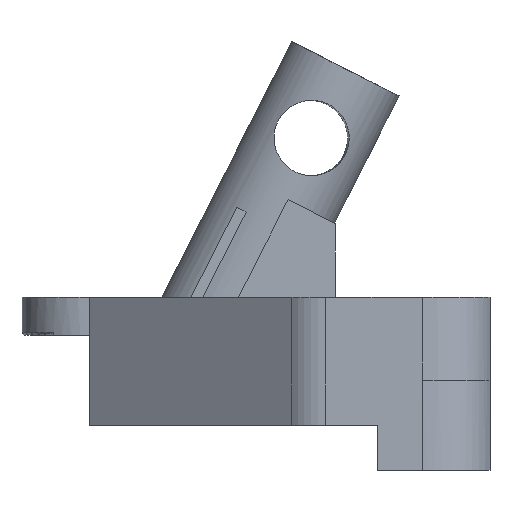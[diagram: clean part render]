
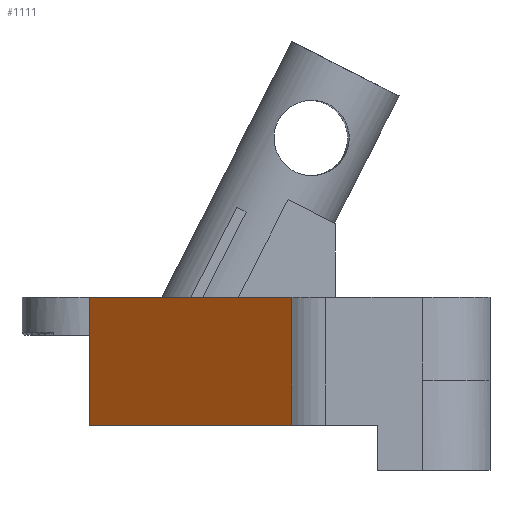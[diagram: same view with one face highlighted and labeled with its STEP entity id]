
A CAD part, front view. The second image highlights one B-rep face of the part: STEP entity #1111.
In plain terms, the highlighted planar face has unit normal (-0.601, -0.799, 0).
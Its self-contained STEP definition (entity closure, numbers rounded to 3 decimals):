
#21 = EDGE_CURVE ( 'NONE', #698, #1054, #55, .T. ) ;
#55 = LINE ( 'NONE', #556, #859 ) ;
#85 = EDGE_CURVE ( 'NONE', #924, #164, #1064, .T. ) ;
#116 = VECTOR ( 'NONE', #1558, 1000. ) ;
#141 = FACE_OUTER_BOUND ( 'NONE', #828, .T. ) ;
#164 = VERTEX_POINT ( 'NONE', #1013 ) ;
#195 = LINE ( 'NONE', #1521, #116 ) ;
#402 = VECTOR ( 'NONE', #1119, 1000. ) ;
#475 = ORIENTED_EDGE ( 'NONE', *, *, #21, .T. ) ;
#527 = DIRECTION ( 'NONE',  ( 0., 0., 1. ) ) ;
#556 = CARTESIAN_POINT ( 'NONE',  ( -36.948, 1.484, 2.5 ) ) ;
#572 = EDGE_CURVE ( 'NONE', #924, #698, #829, .T. ) ;
#617 = AXIS2_PLACEMENT_3D ( 'NONE', #839, #1819, #1128 ) ;
#635 = VERTEX_POINT ( 'NONE', #662 ) ;
#662 = CARTESIAN_POINT ( 'NONE',  ( -50.402, 11.599, 2.5 ) ) ;
#687 = LINE ( 'NONE', #1338, #1376 ) ;
#698 = VERTEX_POINT ( 'NONE', #1534 ) ;
#699 = ORIENTED_EDGE ( 'NONE', *, *, #836, .T. ) ;
#828 = EDGE_LOOP ( 'NONE', ( #699, #1398, #1010, #1863, #475 ) ) ;
#829 = LINE ( 'NONE', #1469, #402 ) ;
#833 = EDGE_CURVE ( 'NONE', #164, #635, #687, .T. ) ;
#836 = EDGE_CURVE ( 'NONE', #1054, #635, #195, .T. ) ;
#839 = CARTESIAN_POINT ( 'NONE',  ( -36.948, 1.484, -5. ) ) ;
#859 = VECTOR ( 'NONE', #1877, 1000. ) ;
#924 = VERTEX_POINT ( 'NONE', #1197 ) ;
#988 = PLANE ( 'NONE',  #617 ) ;
#1010 = ORIENTED_EDGE ( 'NONE', *, *, #85, .F. ) ;
#1013 = CARTESIAN_POINT ( 'NONE',  ( -50.402, 11.599, -6. ) ) ;
#1026 = VECTOR ( 'NONE', #1569, 1000. ) ;
#1054 = VERTEX_POINT ( 'NONE', #1258 ) ;
#1064 = LINE ( 'NONE', #1532, #1026 ) ;
#1111 = ADVANCED_FACE ( 'NONE', ( #141 ), #988, .F. ) ;
#1119 = DIRECTION ( 'NONE',  ( 0., 0., 1. ) ) ;
#1128 = DIRECTION ( 'NONE',  ( -0.799, 0.601, 0. ) ) ;
#1197 = CARTESIAN_POINT ( 'NONE',  ( -36.948, 1.484, -6. ) ) ;
#1258 = CARTESIAN_POINT ( 'NONE',  ( -43.675, 6.542, 2.5 ) ) ;
#1338 = CARTESIAN_POINT ( 'NONE',  ( -50.402, 11.599, -6. ) ) ;
#1376 = VECTOR ( 'NONE', #527, 1000. ) ;
#1398 = ORIENTED_EDGE ( 'NONE', *, *, #833, .F. ) ;
#1469 = CARTESIAN_POINT ( 'NONE',  ( -36.948, 1.484, -5. ) ) ;
#1521 = CARTESIAN_POINT ( 'NONE',  ( -36.948, 1.484, 2.5 ) ) ;
#1532 = CARTESIAN_POINT ( 'NONE',  ( -36.948, 1.484, -6. ) ) ;
#1534 = CARTESIAN_POINT ( 'NONE',  ( -36.948, 1.484, 2.5 ) ) ;
#1558 = DIRECTION ( 'NONE',  ( -0.799, 0.601, 0. ) ) ;
#1569 = DIRECTION ( 'NONE',  ( -0.799, 0.601, 0. ) ) ;
#1819 = DIRECTION ( 'NONE',  ( 0.601, 0.799, 0. ) ) ;
#1863 = ORIENTED_EDGE ( 'NONE', *, *, #572, .T. ) ;
#1877 = DIRECTION ( 'NONE',  ( -0.799, 0.601, 0. ) ) ;
